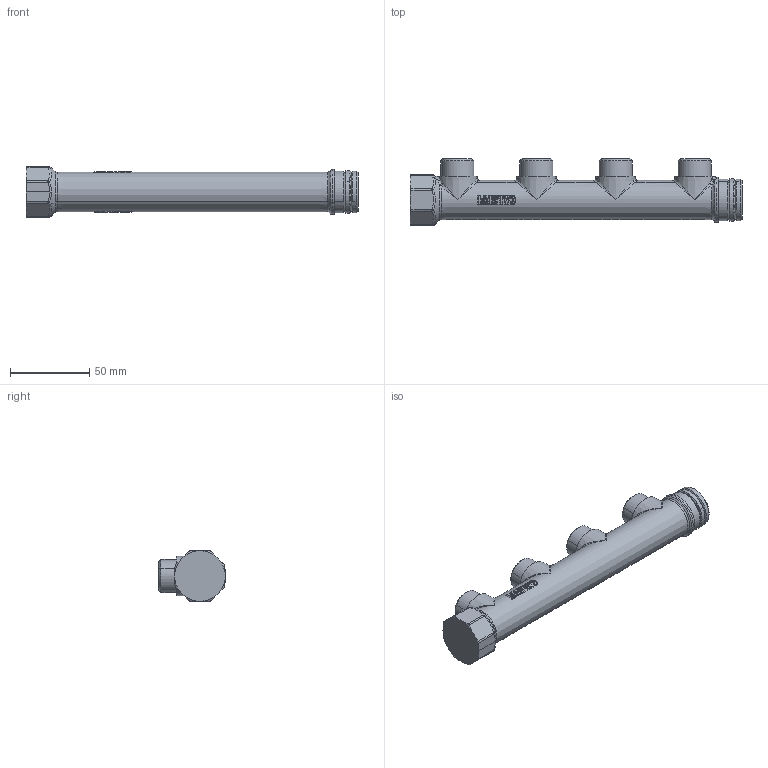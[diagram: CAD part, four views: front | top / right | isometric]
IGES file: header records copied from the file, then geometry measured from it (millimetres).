
Start section:  PTC IGES file: 592545 (IGS).igs
Global section: file name: 592545 (IGS).igs; native system: Creo Parametric by PTC Inc.; preprocessor: 2014500; author: mparodi; organization: Unknown; date: 20160616.142605; units: inch
Bounding box: 210 x 41.9 x 31.8 mm (x, y, z)
Volume: 133644.3 mm3; surface area: 23265.3 mm2
Topology: 1 solids, 1 shells, 1506 faces, 3595 edges, 1986 vertices
Faces by surface type: bspline 999, revolution 465, extrusion 42
